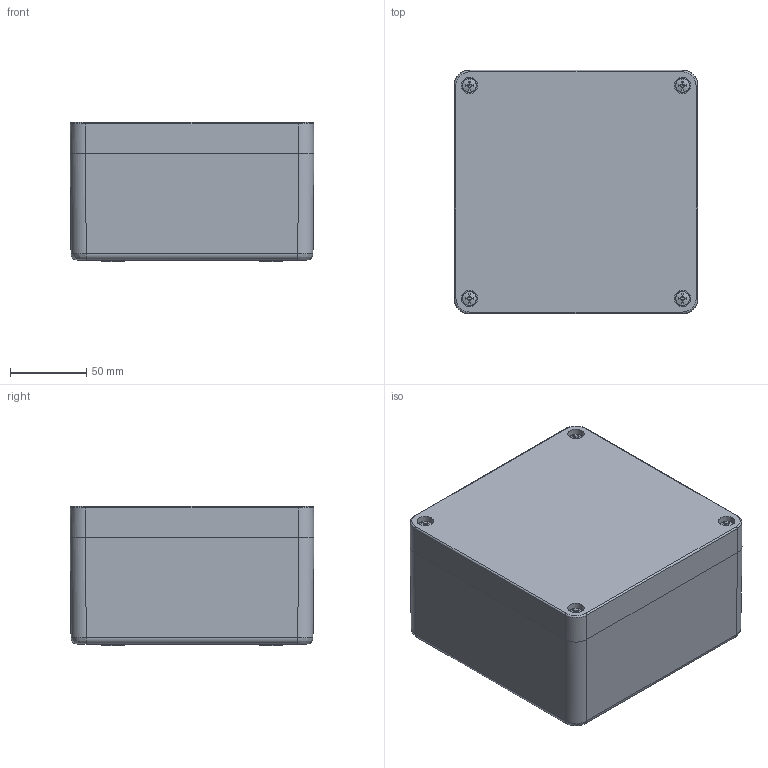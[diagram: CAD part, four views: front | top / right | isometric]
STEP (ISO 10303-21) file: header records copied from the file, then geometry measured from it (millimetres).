
FILE_DESCRIPTION (( 'STEP AP203' ), '1' );
FILE_NAME ('1590ZGRP161.step', '2020-11-14T20:11:38', ( 'ADC123' ), ( 'Microsoft' ), 'SwSTEP 2.0', 'SolidWorks 2019', '' );
FILE_SCHEMA (( 'CONFIG_CONTROL_DESIGN' ));
Length unit declared in the file: inch
Products named in the file (1): 1590ZGRP161
Bounding box: 160 x 160 x 91.3 mm (x, y, z)
Volume: 712917 mm3; surface area: 269923.1 mm2
Topology: 8 solids, 8 shells, 483 faces, 1184 edges, 762 vertices
Faces by surface type: plane 225, cylinder 98, cone 92, bspline 68
Full cylindrical faces by diameter (mm): 4.8 x8, 4.917 x10, 5.28 x4, 5.88 x4, 6 x4, 6.4 x4, 6.8 x4, 7 x6, 10.8 x4
Entity records: 16087 total; most frequent: CARTESIAN_POINT 5276, ORIENTED_EDGE 2172, DIRECTION 2138, EDGE_CURVE 1086, AXIS2_PLACEMENT_3D 812, VERTEX_POINT 744, EDGE_LOOP 638, FACE_OUTER_BOUND 547
